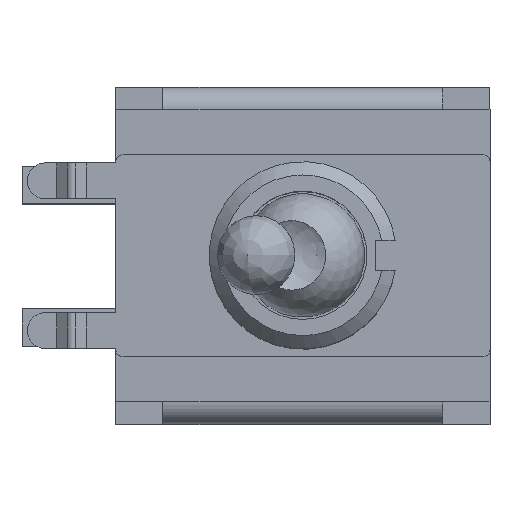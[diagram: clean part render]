
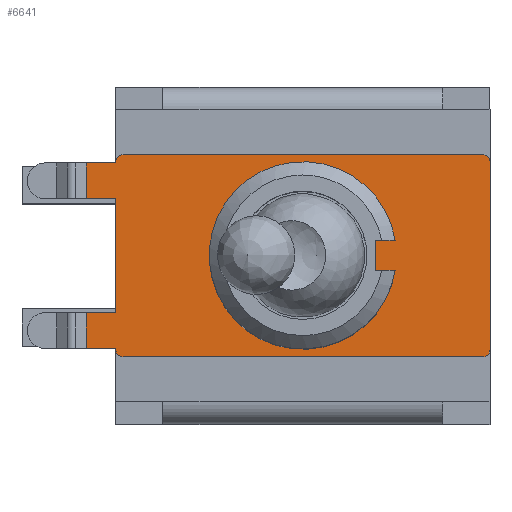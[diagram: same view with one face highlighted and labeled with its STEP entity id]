
A CAD part, top view. The second image highlights one B-rep face of the part: STEP entity #6641.
In plain terms, the highlighted planar face has unit normal (0, 0, 1).
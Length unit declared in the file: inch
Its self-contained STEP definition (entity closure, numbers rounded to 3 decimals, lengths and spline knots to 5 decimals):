
#28=FACE_BOUND('',#926,.T.);
#174=PLANE('',#7170);
#533=FACE_OUTER_BOUND('',#925,.T.);
#925=EDGE_LOOP('',(#5143,#5144,#5145,#5146,#5147,#5148,#5149,#5150,#5151,
#5152,#5153,#5154,#5155,#5156,#5157,#5158));
#926=EDGE_LOOP('',(#5159,#5160,#5161,#5162));
#1414=LINE('',#10116,#2202);
#1415=LINE('',#10120,#2203);
#1416=LINE('',#10124,#2204);
#1417=LINE('',#10128,#2205);
#1418=LINE('',#10130,#2206);
#1419=LINE('',#10132,#2207);
#1420=LINE('',#10134,#2208);
#1421=LINE('',#10136,#2209);
#1422=LINE('',#10138,#2210);
#1423=LINE('',#10140,#2211);
#1424=LINE('',#10142,#2212);
#1425=LINE('',#10143,#2213);
#1426=LINE('',#10146,#2214);
#1427=LINE('',#10148,#2215);
#1428=LINE('',#10150,#2216);
#2202=VECTOR('',#8259,0.3937);
#2203=VECTOR('',#8262,0.3937);
#2204=VECTOR('',#8265,0.3937);
#2205=VECTOR('',#8268,0.3937);
#2206=VECTOR('',#8269,0.3937);
#2207=VECTOR('',#8270,0.3937);
#2208=VECTOR('',#8271,0.3937);
#2209=VECTOR('',#8272,0.3937);
#2210=VECTOR('',#8273,0.3937);
#2211=VECTOR('',#8274,0.3937);
#2212=VECTOR('',#8275,0.3937);
#2213=VECTOR('',#8276,0.3937);
#2214=VECTOR('',#8277,0.3937);
#2215=VECTOR('',#8278,0.3937);
#2216=VECTOR('',#8279,0.3937);
#2842=CIRCLE('',#7171,0.00984);
#2843=CIRCLE('',#7172,0.00984);
#2844=CIRCLE('',#7173,0.00984);
#2845=CIRCLE('',#7174,0.00984);
#2846=CIRCLE('',#7175,0.125);
#3111=VERTEX_POINT('',#10112);
#3112=VERTEX_POINT('',#10113);
#3113=VERTEX_POINT('',#10115);
#3114=VERTEX_POINT('',#10117);
#3115=VERTEX_POINT('',#10119);
#3116=VERTEX_POINT('',#10121);
#3117=VERTEX_POINT('',#10123);
#3118=VERTEX_POINT('',#10125);
#3119=VERTEX_POINT('',#10127);
#3120=VERTEX_POINT('',#10129);
#3121=VERTEX_POINT('',#10131);
#3122=VERTEX_POINT('',#10133);
#3123=VERTEX_POINT('',#10135);
#3124=VERTEX_POINT('',#10137);
#3125=VERTEX_POINT('',#10139);
#3126=VERTEX_POINT('',#10141);
#3127=VERTEX_POINT('',#10144);
#3128=VERTEX_POINT('',#10145);
#3129=VERTEX_POINT('',#10147);
#3130=VERTEX_POINT('',#10149);
#3864=EDGE_CURVE('',#3111,#3112,#2842,.T.);
#3865=EDGE_CURVE('',#3113,#3111,#1414,.T.);
#3866=EDGE_CURVE('',#3114,#3113,#2843,.T.);
#3867=EDGE_CURVE('',#3115,#3114,#1415,.T.);
#3868=EDGE_CURVE('',#3116,#3115,#2844,.T.);
#3869=EDGE_CURVE('',#3117,#3116,#1416,.T.);
#3870=EDGE_CURVE('',#3118,#3117,#2845,.T.);
#3871=EDGE_CURVE('',#3119,#3118,#1417,.T.);
#3872=EDGE_CURVE('',#3120,#3119,#1418,.T.);
#3873=EDGE_CURVE('',#3120,#3121,#1419,.T.);
#3874=EDGE_CURVE('',#3122,#3121,#1420,.T.);
#3875=EDGE_CURVE('',#3123,#3122,#1421,.T.);
#3876=EDGE_CURVE('',#3123,#3124,#1422,.T.);
#3877=EDGE_CURVE('',#3125,#3124,#1423,.T.);
#3878=EDGE_CURVE('',#3125,#3126,#1424,.T.);
#3879=EDGE_CURVE('',#3112,#3126,#1425,.T.);
#3880=EDGE_CURVE('',#3127,#3128,#1426,.T.);
#3881=EDGE_CURVE('',#3129,#3127,#1427,.T.);
#3882=EDGE_CURVE('',#3130,#3129,#1428,.T.);
#3883=EDGE_CURVE('',#3128,#3130,#2846,.T.);
#5143=ORIENTED_EDGE('',*,*,#3864,.F.);
#5144=ORIENTED_EDGE('',*,*,#3865,.F.);
#5145=ORIENTED_EDGE('',*,*,#3866,.F.);
#5146=ORIENTED_EDGE('',*,*,#3867,.F.);
#5147=ORIENTED_EDGE('',*,*,#3868,.F.);
#5148=ORIENTED_EDGE('',*,*,#3869,.F.);
#5149=ORIENTED_EDGE('',*,*,#3870,.F.);
#5150=ORIENTED_EDGE('',*,*,#3871,.F.);
#5151=ORIENTED_EDGE('',*,*,#3872,.F.);
#5152=ORIENTED_EDGE('',*,*,#3873,.T.);
#5153=ORIENTED_EDGE('',*,*,#3874,.F.);
#5154=ORIENTED_EDGE('',*,*,#3875,.F.);
#5155=ORIENTED_EDGE('',*,*,#3876,.T.);
#5156=ORIENTED_EDGE('',*,*,#3877,.F.);
#5157=ORIENTED_EDGE('',*,*,#3878,.T.);
#5158=ORIENTED_EDGE('',*,*,#3879,.F.);
#5159=ORIENTED_EDGE('',*,*,#3880,.F.);
#5160=ORIENTED_EDGE('',*,*,#3881,.F.);
#5161=ORIENTED_EDGE('',*,*,#3882,.F.);
#5162=ORIENTED_EDGE('',*,*,#3883,.F.);
#6641=ADVANCED_FACE('',(#533,#28),#174,.F.);
#7170=AXIS2_PLACEMENT_3D('',#10111,#8255,#8256);
#7171=AXIS2_PLACEMENT_3D('',#10114,#8257,#8258);
#7172=AXIS2_PLACEMENT_3D('',#10118,#8260,#8261);
#7173=AXIS2_PLACEMENT_3D('',#10122,#8263,#8264);
#7174=AXIS2_PLACEMENT_3D('',#10126,#8266,#8267);
#7175=AXIS2_PLACEMENT_3D('',#10151,#8280,#8281);
#8255=DIRECTION('center_axis',(0.,0.,
-1.));
#8256=DIRECTION('ref_axis',(1.,0.,0.));
#8257=DIRECTION('center_axis',(0.,0.,
-1.));
#8258=DIRECTION('ref_axis',(-0.707,-0.707,0.));
#8259=DIRECTION('',(-1.,0.,0.));
#8260=DIRECTION('center_axis',(0.,0.,
-1.));
#8261=DIRECTION('ref_axis',(0.707,-0.707,0.));
#8262=DIRECTION('',(0.,-1.,0.));
#8263=DIRECTION('center_axis',(0.,0.,
-1.));
#8264=DIRECTION('ref_axis',(0.707,0.707,0.));
#8265=DIRECTION('',(1.,0.,0.));
#8266=DIRECTION('center_axis',(0.,0.,
-1.));
#8267=DIRECTION('ref_axis',(-0.707,0.707,0.));
#8268=DIRECTION('',(0.,1.,0.));
#8269=DIRECTION('',(1.,0.,0.));
#8270=DIRECTION('',(0.,-1.,0.));
#8271=DIRECTION('',(-1.,0.,0.));
#8272=DIRECTION('',(0.,1.,0.));
#8273=DIRECTION('',(-1.,0.,0.));
#8274=DIRECTION('',(0.,1.,0.));
#8275=DIRECTION('',(1.,0.,0.));
#8276=DIRECTION('',(0.,1.,0.));
#8277=DIRECTION('',(1.,0.,0.));
#8278=DIRECTION('',(0.,1.,0.));
#8279=DIRECTION('',(-1.,0.,0.));
#8280=DIRECTION('center_axis',(0.,0.,
1.));
#8281=DIRECTION('ref_axis',(0.987,0.161,0.));
#10111=CARTESIAN_POINT('Origin',(0.,0.,
0.36969));
#10112=CARTESIAN_POINT('',(-0.24016,-0.13504,0.36969));
#10113=CARTESIAN_POINT('',(-0.25,-0.1252,0.36969));
#10114=CARTESIAN_POINT('Origin',(-0.24016,-0.1252,
0.36969));
#10115=CARTESIAN_POINT('',(0.24016,-0.13504,0.36969));
#10116=CARTESIAN_POINT('',(0.25,-0.13504,0.36969));
#10117=CARTESIAN_POINT('',(0.25,-0.1252,0.36969));
#10118=CARTESIAN_POINT('Origin',(0.24016,-0.1252,0.36969));
#10119=CARTESIAN_POINT('',(0.25,0.1252,0.36969));
#10120=CARTESIAN_POINT('',(0.25,0.13504,0.36969));
#10121=CARTESIAN_POINT('',(0.24016,0.13504,0.36969));
#10122=CARTESIAN_POINT('Origin',(0.24016,0.1252,0.36969));
#10123=CARTESIAN_POINT('',(-0.24016,0.13504,0.36969));
#10124=CARTESIAN_POINT('',(-0.25,0.13504,0.36969));
#10125=CARTESIAN_POINT('',(-0.25,0.1252,0.36969));
#10126=CARTESIAN_POINT('Origin',(-0.24016,0.1252,0.36969));
#10127=CARTESIAN_POINT('',(-0.25,0.12402,0.36969));
#10128=CARTESIAN_POINT('',(-0.25,-0.13504,0.36969));
#10129=CARTESIAN_POINT('',(-0.28937,0.12402,0.36969));
#10130=CARTESIAN_POINT('',(-0.28937,0.12402,0.36969));
#10131=CARTESIAN_POINT('',(-0.28937,0.07598,0.36969));
#10132=CARTESIAN_POINT('',(-0.28937,0.1,0.36969));
#10133=CARTESIAN_POINT('',(-0.25,0.07598,0.36969));
#10134=CARTESIAN_POINT('',(-0.28937,0.07598,0.36969));
#10135=CARTESIAN_POINT('',(-0.25,-0.07598,0.36969));
#10136=CARTESIAN_POINT('',(-0.25,-0.13504,0.36969));
#10137=CARTESIAN_POINT('',(-0.28937,-0.07598,0.36969));
#10138=CARTESIAN_POINT('',(-0.28937,-0.07598,0.36969));
#10139=CARTESIAN_POINT('',(-0.28937,-0.12402,0.36969));
#10140=CARTESIAN_POINT('',(-0.28937,-0.1,0.36969));
#10141=CARTESIAN_POINT('',(-0.25,-0.12402,0.36969));
#10142=CARTESIAN_POINT('',(-0.28937,-0.12402,0.36969));
#10143=CARTESIAN_POINT('',(-0.25,-0.13504,0.36969));
#10144=CARTESIAN_POINT('',(0.09705,0.02008,0.36969));
#10145=CARTESIAN_POINT('',(0.12338,0.02008,0.36969));
#10146=CARTESIAN_POINT('',(0.06169,0.02008,0.36969));
#10147=CARTESIAN_POINT('',(0.09705,-0.02008,0.36969));
#10148=CARTESIAN_POINT('',(0.09705,0.01004,0.36969));
#10149=CARTESIAN_POINT('',(0.12338,-0.02008,0.36969));
#10150=CARTESIAN_POINT('',(0.04852,-0.02008,0.36969));
#10151=CARTESIAN_POINT('Origin',(0.,0.,
0.36969));
